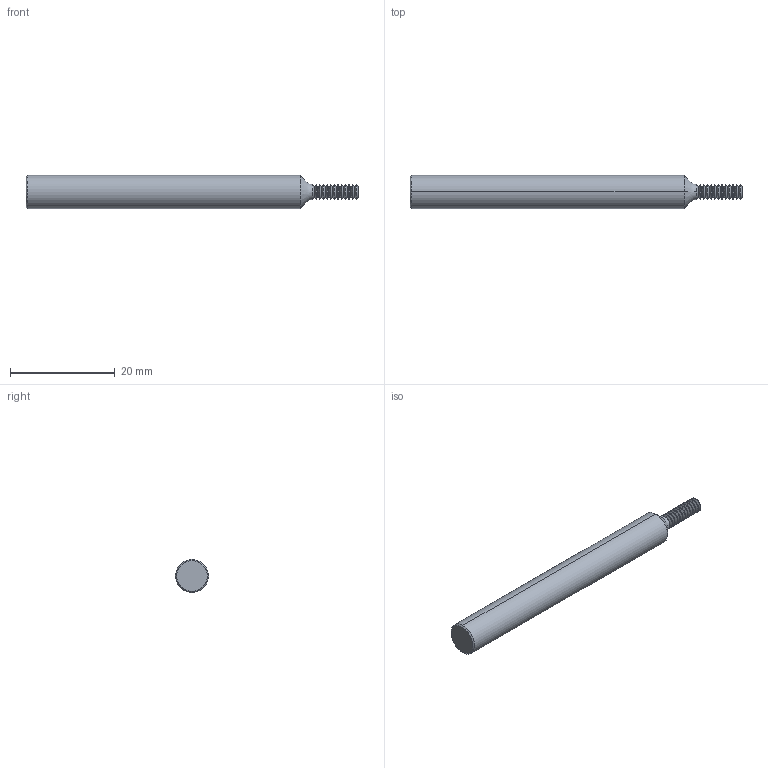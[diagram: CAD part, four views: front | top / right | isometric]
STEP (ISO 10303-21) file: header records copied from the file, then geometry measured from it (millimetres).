
FILE_DESCRIPTION (( 'STEP AP203' ), '1' );
FILE_NAME ('TM4-.5MM.STEP', '2021-09-30T19:10:00', ( '' ), ( '' ), 'SwSTEP 2.0', 'SolidWorks 2020', '' );
FILE_SCHEMA (( 'CONFIG_CONTROL_DESIGN' ));
Length unit declared in the file: inch
Products named in the file (1): TM4-.5MM
Bounding box: 63.5 x 6.34 x 6.34 mm (x, y, z)
Volume: 1728 mm3; surface area: 1225.7 mm2
Topology: 1 solids, 1 shells, 110 faces, 218 edges, 110 vertices
Faces by surface type: cone 54, cylinder 52, torus 2, plane 2
Entity records: 2825 total; most frequent: DIRECTION 552, CARTESIAN_POINT 439, ORIENTED_EDGE 436, AXIS2_PLACEMENT_3D 223, EDGE_CURVE 218, CIRCLE 112, EDGE_LOOP 110, ADVANCED_FACE 110
